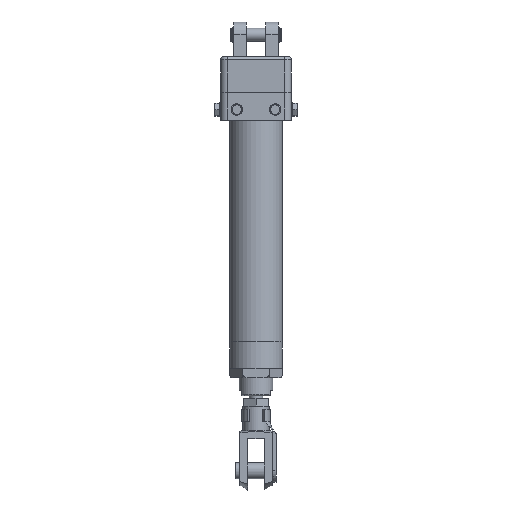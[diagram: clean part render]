
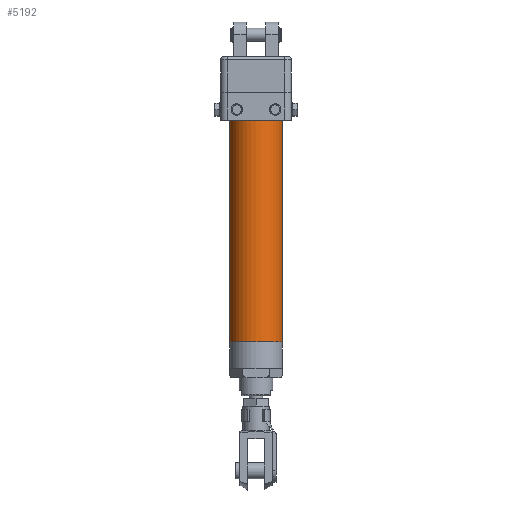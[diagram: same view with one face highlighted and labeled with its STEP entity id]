
A CAD part, front view. The second image highlights one B-rep face of the part: STEP entity #5192.
In plain terms, the highlighted cylindrical face has radius 26 mm (diameter 52 mm), a full revolution.
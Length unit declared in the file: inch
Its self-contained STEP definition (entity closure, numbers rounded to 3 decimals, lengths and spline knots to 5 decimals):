
#3792 = CARTESIAN_POINT ( 'NONE',  ( 0., 0., -8.0865 ) ) ;
#5192 = ADVANCED_FACE ( 'NONE', ( #6120, #16205 ), #26490, .T. ) ;
#6120 = FACE_OUTER_BOUND ( 'NONE', #27373, .T. ) ;
#8039 = EDGE_CURVE ( 'NONE', #11723, #11723, #25455, .T. ) ;
#8520 = AXIS2_PLACEMENT_3D ( 'NONE', #28713, #31359, #11290 ) ;
#9413 = CARTESIAN_POINT ( 'NONE',  ( 0., -1.02362, 0. ) ) ;
#9489 = DIRECTION ( 'NONE',  ( 0., 0., 1. ) ) ;
#9941 = EDGE_CURVE ( 'NONE', #29961, #29961, #22808, .T. ) ;
#10460 = DIRECTION ( 'NONE',  ( 1., 0., 0. ) ) ;
#10738 = ORIENTED_EDGE ( 'NONE', *, *, #9941, .T. ) ;
#11083 = DIRECTION ( 'NONE',  ( 0., 0., 1. ) ) ;
#11145 = AXIS2_PLACEMENT_3D ( 'NONE', #32189, #9489, #10460 ) ;
#11235 = CARTESIAN_POINT ( 'NONE',  ( 1.02362, 0., -8.649 ) ) ;
#11290 = DIRECTION ( 'NONE',  ( 0., -1., 0. ) ) ;
#11723 = VERTEX_POINT ( 'NONE', #11235 ) ;
#13771 = EDGE_LOOP ( 'NONE', ( #10738 ) ) ;
#14034 = DIRECTION ( 'NONE',  ( 1., 0., 0. ) ) ;
#16205 = FACE_OUTER_BOUND ( 'NONE', #13771, .T. ) ;
#17415 = AXIS2_PLACEMENT_3D ( 'NONE', #3792, #11083, #14034 ) ;
#22808 = CIRCLE ( 'NONE', #8520, 1.02362 ) ;
#22960 = ORIENTED_EDGE ( 'NONE', *, *, #8039, .T. ) ;
#25455 = CIRCLE ( 'NONE', #11145, 1.02362 ) ;
#26490 = CYLINDRICAL_SURFACE ( 'NONE', #17415, 1.02362 ) ;
#27373 = EDGE_LOOP ( 'NONE', ( #22960 ) ) ;
#28713 = CARTESIAN_POINT ( 'NONE',  ( 0., 0., 0. ) ) ;
#29961 = VERTEX_POINT ( 'NONE', #9413 ) ;
#31359 = DIRECTION ( 'NONE',  ( 0., 0., -1. ) ) ;
#32189 = CARTESIAN_POINT ( 'NONE',  ( 0., 0., -8.649 ) ) ;
